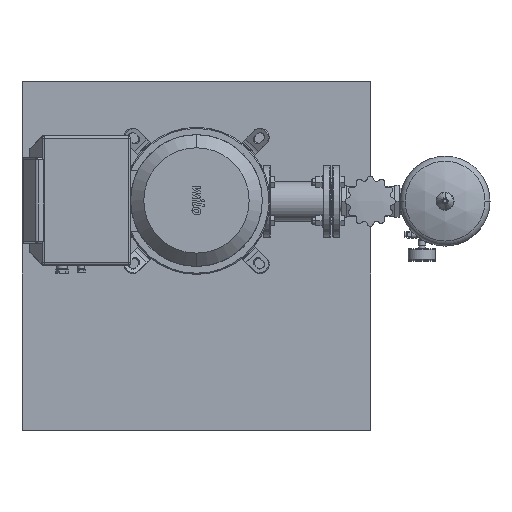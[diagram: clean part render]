
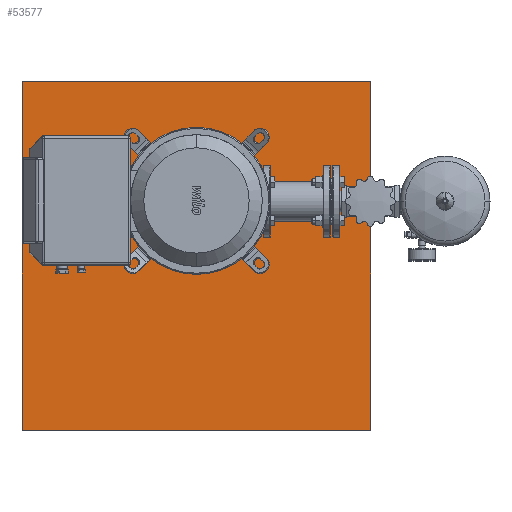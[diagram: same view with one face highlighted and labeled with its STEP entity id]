
A CAD part, top view. The second image highlights one B-rep face of the part: STEP entity #53577.
In plain terms, the highlighted planar face has unit normal (0, 0, 1).
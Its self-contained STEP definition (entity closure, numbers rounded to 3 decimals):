
#53538=CARTESIAN_POINT('',(-400.0,0.,125.0));
#53539=DIRECTION('',(0.0,0.0,1.0));
#53540=DIRECTION('',(0.0,-1.0,0.0));
#53541=AXIS2_PLACEMENT_3D('',#53538,#53539,#53540);
#53542=PLANE('',#53541);
#53543=CARTESIAN_POINT('',(400.0,-400.0,125.));
#53544=VERTEX_POINT('',#53543);
#53545=CARTESIAN_POINT('',(400.0,400.0,125.));
#53546=VERTEX_POINT('',#53545);
#53547=CARTESIAN_POINT('',(400.0,-400.0,125.));
#53548=DIRECTION('',(0.0,1.0,0.0));
#53549=VECTOR('',#53548,800.0);
#53550=LINE('',#53547,#53549);
#53551=EDGE_CURVE('',#53544,#53546,#53550,.T.);
#53552=ORIENTED_EDGE('',*,*,#53551,.T.);
#53553=CARTESIAN_POINT('',(-400.0,400.0,125.));
#53554=VERTEX_POINT('',#53553);
#53555=CARTESIAN_POINT('',(-400.0,400.0,125.));
#53556=DIRECTION('',(1.0,0.0,0.0));
#53557=VECTOR('',#53556,800.0);
#53558=LINE('',#53555,#53557);
#53559=EDGE_CURVE('',#53554,#53546,#53558,.T.);
#53560=ORIENTED_EDGE('',*,*,#53559,.F.);
#53561=CARTESIAN_POINT('',(-400.0,-400.0,125.));
#53562=VERTEX_POINT('',#53561);
#53563=CARTESIAN_POINT('',(-400.0,400.0,125.));
#53564=DIRECTION('',(0.0,-1.0,0.0));
#53565=VECTOR('',#53564,800.0);
#53566=LINE('',#53563,#53565);
#53567=EDGE_CURVE('',#53554,#53562,#53566,.T.);
#53568=ORIENTED_EDGE('',*,*,#53567,.T.);
#53569=CARTESIAN_POINT('',(-400.0,-400.0,125.));
#53570=DIRECTION('',(1.0,0.0,0.0));
#53571=VECTOR('',#53570,800.0);
#53572=LINE('',#53569,#53571);
#53573=EDGE_CURVE('',#53562,#53544,#53572,.T.);
#53574=ORIENTED_EDGE('',*,*,#53573,.T.);
#53575=EDGE_LOOP('',(#53552,#53560,#53568,#53574));
#53576=FACE_OUTER_BOUND('',#53575,.T.);
#53577=ADVANCED_FACE('',(#53576),#53542,.T.);
